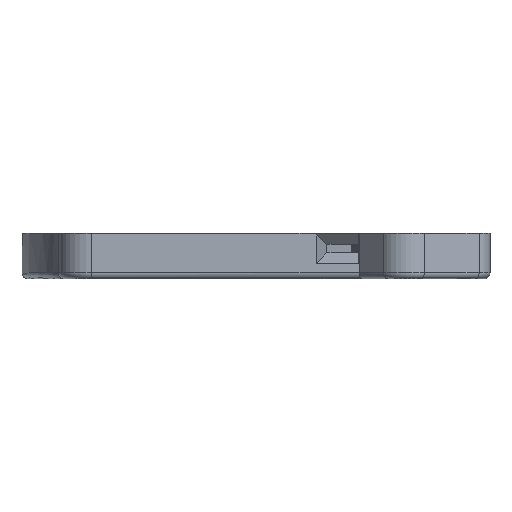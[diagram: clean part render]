
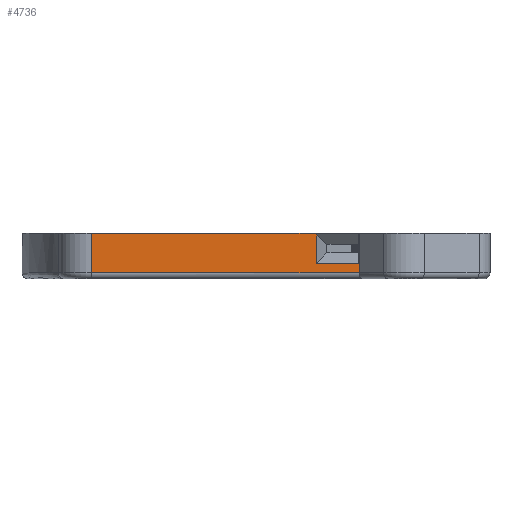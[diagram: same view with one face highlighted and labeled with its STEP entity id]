
A CAD part, left-side view. The second image highlights one B-rep face of the part: STEP entity #4736.
In plain terms, the highlighted planar face has unit normal (-1, 0, 0).
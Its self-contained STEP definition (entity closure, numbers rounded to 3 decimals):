
#79=FACE_BOUND('',#512,.T.);
#237=FACE_OUTER_BOUND('',#511,.T.);
#511=EDGE_LOOP('',(#3417,#3418,#3419,#3420));
#512=EDGE_LOOP('',(#3421,#3422,#3423,#3424));
#790=LINE('',#6670,#1379);
#975=LINE('',#7452,#1564);
#981=LINE('',#7518,#1570);
#982=LINE('',#7520,#1571);
#983=LINE('',#7523,#1572);
#984=LINE('',#7525,#1573);
#985=LINE('',#7527,#1574);
#986=LINE('',#7528,#1575);
#1379=VECTOR('',#5368,10.);
#1564=VECTOR('',#5617,10.);
#1570=VECTOR('',#5663,10.);
#1571=VECTOR('',#5666,10.);
#1572=VECTOR('',#5667,10.);
#1573=VECTOR('',#5668,10.);
#1574=VECTOR('',#5669,10.);
#1575=VECTOR('',#5670,10.);
#1966=VERTEX_POINT('',#6667);
#1967=VERTEX_POINT('',#6669);
#2176=VERTEX_POINT('',#7450);
#2177=VERTEX_POINT('',#7451);
#2182=VERTEX_POINT('',#7521);
#2183=VERTEX_POINT('',#7522);
#2184=VERTEX_POINT('',#7524);
#2185=VERTEX_POINT('',#7526);
#2426=EDGE_CURVE('',#1966,#1967,#790,.T.);
#2647=EDGE_CURVE('',#2176,#2177,#975,.T.);
#2665=EDGE_CURVE('',#1966,#2177,#981,.T.);
#2666=EDGE_CURVE('',#1967,#2176,#982,.T.);
#2667=EDGE_CURVE('',#2182,#2183,#983,.T.);
#2668=EDGE_CURVE('',#2184,#2183,#984,.T.);
#2669=EDGE_CURVE('',#2185,#2184,#985,.T.);
#2670=EDGE_CURVE('',#2182,#2185,#986,.T.);
#3417=ORIENTED_EDGE('',*,*,#2647,.F.);
#3418=ORIENTED_EDGE('',*,*,#2666,.F.);
#3419=ORIENTED_EDGE('',*,*,#2426,.F.);
#3420=ORIENTED_EDGE('',*,*,#2665,.T.);
#3421=ORIENTED_EDGE('',*,*,#2667,.T.);
#3422=ORIENTED_EDGE('',*,*,#2668,.F.);
#3423=ORIENTED_EDGE('',*,*,#2669,.F.);
#3424=ORIENTED_EDGE('',*,*,#2670,.F.);
#4503=PLANE('',#5049);
#4736=ADVANCED_FACE('',(#237,#79),#4503,.T.);
#5049=AXIS2_PLACEMENT_3D('',#7519,#5664,#5665);
#5368=DIRECTION('',(0.,-1.,0.));
#5617=DIRECTION('',(0.,1.,0.));
#5663=DIRECTION('',(0.,0.,-1.));
#5664=DIRECTION('center_axis',(-1.,0.,
0.));
#5665=DIRECTION('ref_axis',(0.,1.,0.));
#5666=DIRECTION('',(0.,0.,-1.));
#5667=DIRECTION('',(0.,0.,-1.));
#5668=DIRECTION('',(0.,-1.,0.));
#5669=DIRECTION('',(0.,0.,-1.));
#5670=DIRECTION('',(0.,1.,0.));
#6667=CARTESIAN_POINT('',(66.778,47.112,6.));
#6669=CARTESIAN_POINT('',(66.778,-17.247,6.));
#6670=CARTESIAN_POINT('',(66.778,-17.247,6.));
#7450=CARTESIAN_POINT('',(66.778,-17.247,-3.5));
#7451=CARTESIAN_POINT('',(66.778,47.112,-3.5));
#7452=CARTESIAN_POINT('',(66.778,-3.,-3.5));
#7518=CARTESIAN_POINT('',(66.778,47.112,-3.));
#7519=CARTESIAN_POINT('Origin',(66.778,-17.247,-3.));
#7520=CARTESIAN_POINT('',(66.778,-17.247,-3.));
#7521=CARTESIAN_POINT('',(66.778,-17.2,5.8));
#7522=CARTESIAN_POINT('',(66.778,-17.2,-1.25));
#7523=CARTESIAN_POINT('',(66.778,-17.2,0.15));
#7524=CARTESIAN_POINT('',(66.778,-7.,-1.25));
#7525=CARTESIAN_POINT('',(66.778,-17.224,-1.25));
#7526=CARTESIAN_POINT('',(66.778,-7.,5.8));
#7527=CARTESIAN_POINT('',(66.778,-7.,-0.875));
#7528=CARTESIAN_POINT('',(66.778,-13.374,5.8));
